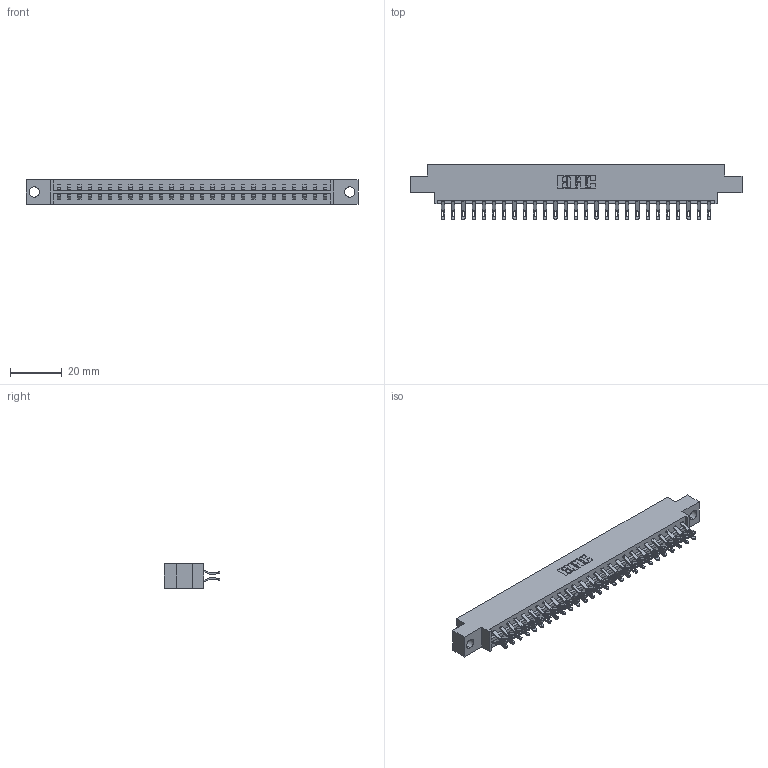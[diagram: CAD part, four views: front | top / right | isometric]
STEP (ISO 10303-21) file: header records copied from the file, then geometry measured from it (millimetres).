
FILE_DESCRIPTION (( 'STEP AP203' ), '1' );
FILE_NAME ('833-054-555-804.STEP', '2020-06-04T21:26:15', ( '' ), ( '' ), 'SwSTEP 2.0', 'SolidWorks 2020', '' );
FILE_SCHEMA (( 'CONFIG_CONTROL_DESIGN' ));
Length unit declared in the file: inch
Products named in the file (3): 345-292-001_555 Tail; 833-054-555-804; 833 Part_Offset - .156 Dia - TH
Assembly tree (55 placements, depth 2):
  833-054-555-804
    833 Part_Offset - .156 Dia - TH
    345-292-001_555 Tail  x54
Bounding box: 128.52 x 21.47 x 9.4 mm (x, y, z)
Volume: 12822.3 mm3; surface area: 15604 mm2
Topology: 55 solids, 55 shells, 3250 faces, 10205 edges, 6802 vertices
Faces by surface type: plane 1910, cylinder 1340
Entity records: 19771 total; most frequent: CARTESIAN_POINT 3332, ORIENTED_EDGE 3238, DIRECTION 2843, EDGE_CURVE 1619, LINE 1471, VECTOR 1471, VERTEX_POINT 1078, AXIS2_PLACEMENT_3D 686
